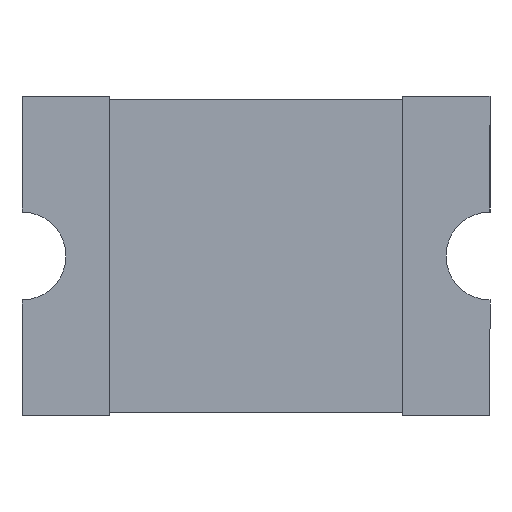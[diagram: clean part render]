
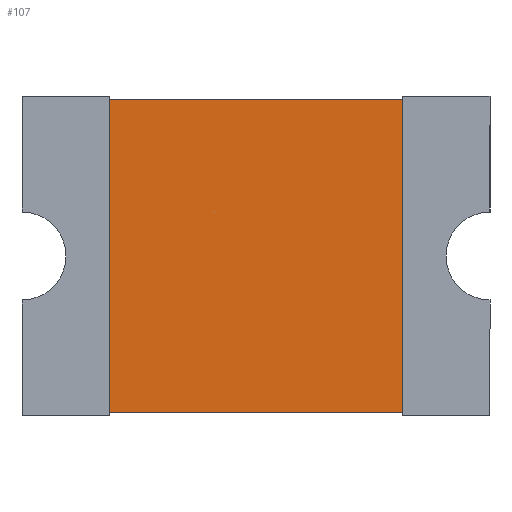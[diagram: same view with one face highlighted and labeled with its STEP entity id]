
A CAD part, front view. The second image highlights one B-rep face of the part: STEP entity #107.
In plain terms, the highlighted planar face has unit normal (0, -1, 0).
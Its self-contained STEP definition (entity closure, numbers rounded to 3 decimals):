
#21 = DIRECTION ( 'NONE',  ( 0., 0., 1. ) ) ;
#36 = CARTESIAN_POINT ( 'NONE',  ( 2.49, -0.7, -2.67 ) ) ;
#65 = EDGE_CURVE ( 'NONE', #728, #774, #400, .T. ) ;
#86 = VECTOR ( 'NONE', #21, 1000. ) ;
#107 = ADVANCED_FACE ( 'NONE', ( #565 ), #745, .T. ) ;
#117 = VERTEX_POINT ( 'NONE', #259 ) ;
#235 = CARTESIAN_POINT ( 'NONE',  ( 0., -0.7, 2.67 ) ) ;
#259 = CARTESIAN_POINT ( 'NONE',  ( -2.49, -0.7, -2.67 ) ) ;
#263 = EDGE_CURVE ( 'NONE', #117, #578, #720, .T. ) ;
#264 = DIRECTION ( 'NONE',  ( 0., 0., -1. ) ) ;
#278 = CARTESIAN_POINT ( 'NONE',  ( -2.49, -0.7, -2.72 ) ) ;
#290 = LINE ( 'NONE', #278, #86 ) ;
#304 = EDGE_CURVE ( 'NONE', #117, #774, #290, .T. ) ;
#400 = LINE ( 'NONE', #235, #1032 ) ;
#423 = DIRECTION ( 'NONE',  ( 0., 0., 1. ) ) ;
#450 = CARTESIAN_POINT ( 'NONE',  ( 2.49, -0.7, -2.72 ) ) ;
#464 = VECTOR ( 'NONE', #891, 1000. ) ;
#512 = ORIENTED_EDGE ( 'NONE', *, *, #263, .T. ) ;
#565 = FACE_OUTER_BOUND ( 'NONE', #847, .T. ) ;
#571 = DIRECTION ( 'NONE',  ( -1., 0., 0. ) ) ;
#578 = VERTEX_POINT ( 'NONE', #36 ) ;
#720 = LINE ( 'NONE', #1067, #464 ) ;
#728 = VERTEX_POINT ( 'NONE', #1009 ) ;
#745 = PLANE ( 'NONE',  #1098 ) ;
#774 = VERTEX_POINT ( 'NONE', #936 ) ;
#785 = LINE ( 'NONE', #450, #1082 ) ;
#847 = EDGE_LOOP ( 'NONE', ( #957, #512, #1007, #1047 ) ) ;
#877 = CARTESIAN_POINT ( 'NONE',  ( 0., -0.7, 0. ) ) ;
#891 = DIRECTION ( 'NONE',  ( 1., 0., 0. ) ) ;
#936 = CARTESIAN_POINT ( 'NONE',  ( -2.49, -0.7, 2.67 ) ) ;
#957 = ORIENTED_EDGE ( 'NONE', *, *, #304, .F. ) ;
#1007 = ORIENTED_EDGE ( 'NONE', *, *, #1114, .F. ) ;
#1009 = CARTESIAN_POINT ( 'NONE',  ( 2.49, -0.7, 2.67 ) ) ;
#1032 = VECTOR ( 'NONE', #571, 1000. ) ;
#1037 = DIRECTION ( 'NONE',  ( 0., -1., 0. ) ) ;
#1047 = ORIENTED_EDGE ( 'NONE', *, *, #65, .T. ) ;
#1067 = CARTESIAN_POINT ( 'NONE',  ( -3.89, -0.7, -2.67 ) ) ;
#1082 = VECTOR ( 'NONE', #264, 1000. ) ;
#1098 = AXIS2_PLACEMENT_3D ( 'NONE', #877, #1037, #423 ) ;
#1114 = EDGE_CURVE ( 'NONE', #728, #578, #785, .T. ) ;
